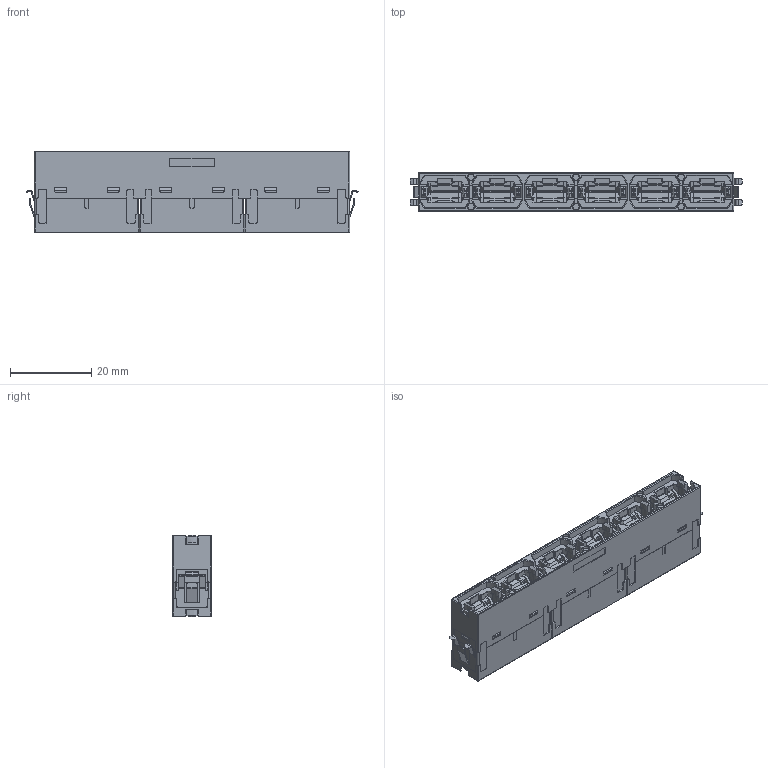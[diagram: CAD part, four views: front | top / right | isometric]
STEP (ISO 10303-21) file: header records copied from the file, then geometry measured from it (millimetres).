
FILE_DESCRIPTION (( 'STEP AP214' ), '1' );
FILE_NAME ('FOA-860-GRN_3D.step', '2023-03-08T22:27:20', ( '' ), ( '' ), 'SwSTEP 2.0', 'SolidWorks 2022', '' );
FILE_SCHEMA (( 'AUTOMOTIVE_DESIGN' ));
Length unit declared in the file: inch
Products named in the file (7): Copy of STM-0889 MPO Internal Shutter Adapter, Plastic Shutter^Copy of MPO shutter_FOA-860-GRN; Copy of STM-0888 MPO Internal Shutter Adapter Shaft^Copy of MPO shutter_FOA-860-GRN; Copy of STM-0897 Side Stable SpringV2.1^FOA-860-GRN; Copy of STM-1012 MPO  Cluster Duplex Housing Base V1.0^FOA-860-GRN; FOA-860-GRN_3D; Copy of STM-1013-2 Six Ports Housing Cover WT Logo^FOA-860-GRN; Copy of MPO shutter^FOA-860-GRN
Assembly tree (17 placements, depth 3):
  FOA-860-GRN_3D
    Copy of STM-1013-2 Six Ports Housing Cover WT Logo^FOA-860-GRN
    Copy of MPO shutter^FOA-860-GRN  x3
      Copy of STM-0888 MPO Internal Shutter Adapter Shaft^Copy of MPO shutter_FOA-860-GRN
      Copy of STM-0889 MPO Internal Shutter Adapter, Plastic Shutter^Copy of MPO shutter_FOA-860-GRN
    Copy of STM-1012 MPO  Cluster Duplex Housing Base V1.0^FOA-860-GRN  x3
    Copy of STM-0897 Side Stable SpringV2.1^FOA-860-GRN  x2
Bounding box: 81.84 x 9.4 x 20.2 mm (x, y, z)
Volume: 6612.5 mm3; surface area: 16072.7 mm2
Topology: 30 solids, 30 shells, 5399 faces, 15132 edges, 9739 vertices
Faces by surface type: plane 3506, cylinder 1298, cone 429, bspline 166
Entity records: 93551 total; most frequent: CARTESIAN_POINT 24621, ORIENTED_EDGE 15494, DIRECTION 12505, EDGE_CURVE 7747, LINE 5671, VECTOR 5671, VERTEX_POINT 5012, AXIS2_PLACEMENT_3D 3417
